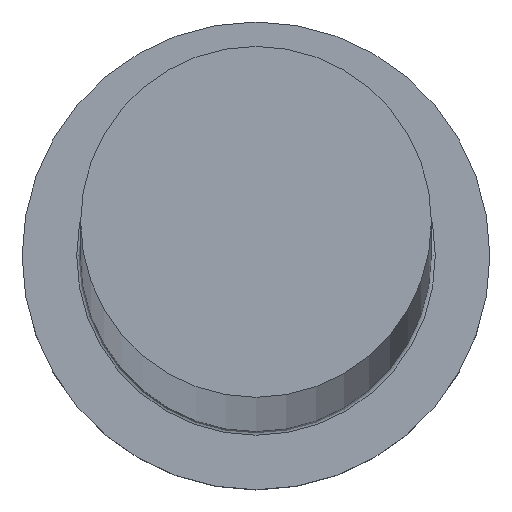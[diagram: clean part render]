
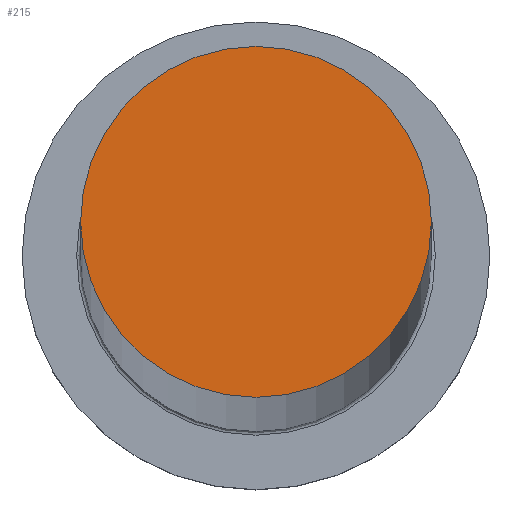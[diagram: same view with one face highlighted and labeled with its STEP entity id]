
A CAD part, top view. The second image highlights one B-rep face of the part: STEP entity #215.
In plain terms, the highlighted planar face has unit normal (0, 0, 1).
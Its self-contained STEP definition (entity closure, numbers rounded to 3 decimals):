
#2 = DIRECTION ( 'NONE',  ( 1., 0., 0. ) ) ;
#6 = CARTESIAN_POINT ( 'NONE',  ( 0., 0., 1007. ) ) ;
#12 = CIRCLE ( 'NONE', #293, 9. ) ;
#48 = CARTESIAN_POINT ( 'NONE',  ( 0., 0., 1007. ) ) ;
#51 = DIRECTION ( 'NONE',  ( 0., 0., 1. ) ) ;
#72 = CARTESIAN_POINT ( 'NONE',  ( 0., 0., 1007. ) ) ;
#76 = EDGE_CURVE ( 'NONE', #230, #183, #12, .T. ) ;
#102 = AXIS2_PLACEMENT_3D ( 'NONE', #72, #302, #298 ) ;
#104 = DIRECTION ( 'NONE',  ( 1., 0., 0. ) ) ;
#121 = PLANE ( 'NONE',  #102 ) ;
#183 = VERTEX_POINT ( 'NONE', #239 ) ;
#189 = FACE_OUTER_BOUND ( 'NONE', #228, .T. ) ;
#214 = AXIS2_PLACEMENT_3D ( 'NONE', #48, #51, #104 ) ;
#215 = ADVANCED_FACE ( 'NONE', ( #189 ), #121, .T. ) ;
#226 = DIRECTION ( 'NONE',  ( 0., 0., 1. ) ) ;
#228 = EDGE_LOOP ( 'NONE', ( #272, #264 ) ) ;
#230 = VERTEX_POINT ( 'NONE', #260 ) ;
#239 = CARTESIAN_POINT ( 'NONE',  ( 9., 0., 1007. ) ) ;
#260 = CARTESIAN_POINT ( 'NONE',  ( -9., 0., 1007. ) ) ;
#264 = ORIENTED_EDGE ( 'NONE', *, *, #281, .T. ) ;
#272 = ORIENTED_EDGE ( 'NONE', *, *, #76, .T. ) ;
#281 = EDGE_CURVE ( 'NONE', #183, #230, #306, .T. ) ;
#293 = AXIS2_PLACEMENT_3D ( 'NONE', #6, #226, #2 ) ;
#298 = DIRECTION ( 'NONE',  ( 1., 0., 0. ) ) ;
#302 = DIRECTION ( 'NONE',  ( 0., 0., 1. ) ) ;
#306 = CIRCLE ( 'NONE', #214, 9. ) ;
